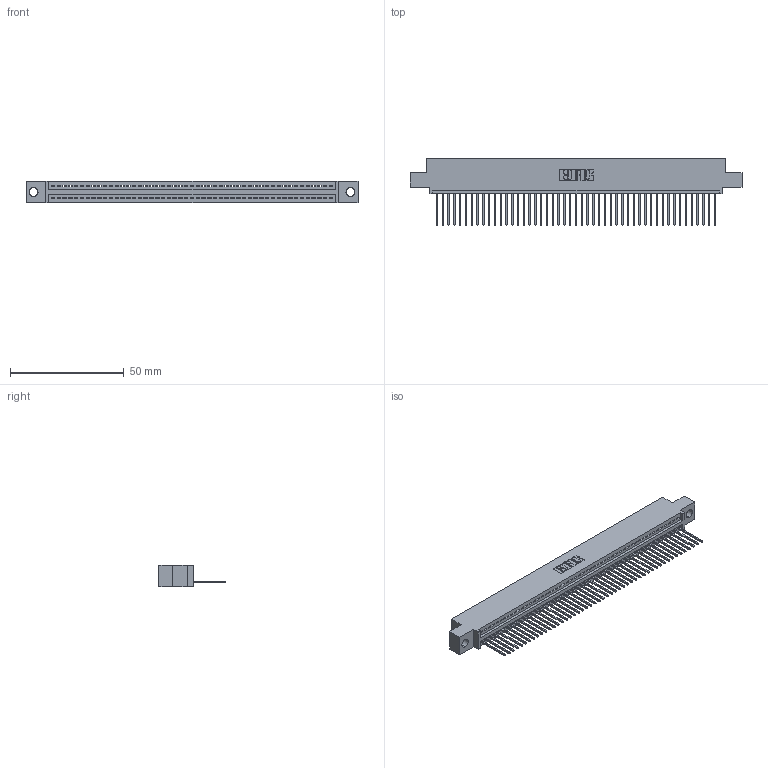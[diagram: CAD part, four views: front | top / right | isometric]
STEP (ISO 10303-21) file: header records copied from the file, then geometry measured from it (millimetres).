
FILE_DESCRIPTION (( 'STEP AP203' ), '1' );
FILE_NAME ('345-049-540-404.STEP', '2019-10-09T08:36:53', ( '' ), ( '' ), 'SwSTEP 2.0', 'SolidWorks 2016', '' );
FILE_SCHEMA (( 'CONFIG_CONTROL_DESIGN' ));
Length unit declared in the file: inch
Products named in the file (3): 345-292-001_345-293-140; 345 Part_0.110 Offset - 0.156 Dia-TH; 345-049-540-404
Assembly tree (50 placements, depth 2):
  345-049-540-404
    345 Part_0.110 Offset - 0.156 Dia-TH
    345-292-001_345-293-140  x49
Bounding box: 145.67 x 29.13 x 9.4 mm (x, y, z)
Volume: 13798.3 mm3; surface area: 18799.9 mm2
Topology: 50 solids, 50 shells, 2972 faces, 8977 edges, 5918 vertices
Faces by surface type: plane 2044, cylinder 928
Entity records: 36089 total; most frequent: CARTESIAN_POINT 6259, ORIENTED_EDGE 6242, DIRECTION 5455, EDGE_CURVE 3121, LINE 2793, VECTOR 2793, VERTEX_POINT 2078, AXIS2_PLACEMENT_3D 1331
